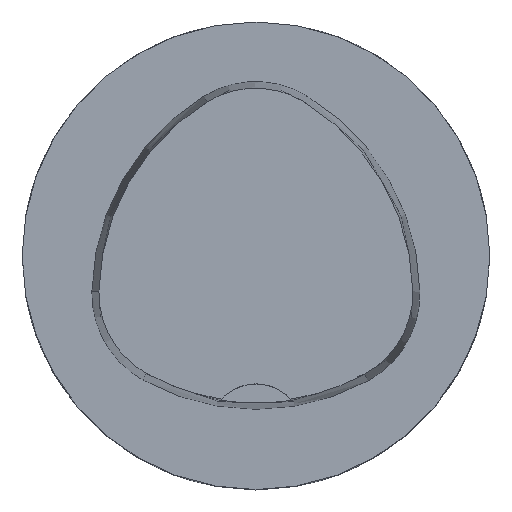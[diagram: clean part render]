
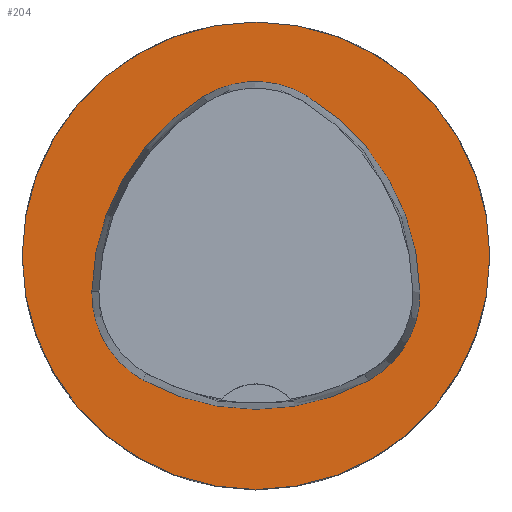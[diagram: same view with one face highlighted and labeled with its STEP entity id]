
A CAD part, top view. The second image highlights one B-rep face of the part: STEP entity #204.
In plain terms, the highlighted planar face has unit normal (0, 0, 1).
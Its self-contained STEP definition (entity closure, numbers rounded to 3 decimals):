
#204=ADVANCED_FACE('',(#248,#249),#230,.T.);
#230=PLANE('',#585);
#248=FACE_BOUND('',#279,.T.);
#249=FACE_BOUND('',#280,.T.);
#279=EDGE_LOOP('',(#354,#355,#356,#357,#358,#359));
#280=EDGE_LOOP('',(#360));
#354=ORIENTED_EDGE('',*,*,#496,.T.);
#355=ORIENTED_EDGE('',*,*,#476,.T.);
#356=ORIENTED_EDGE('',*,*,#480,.T.);
#357=ORIENTED_EDGE('',*,*,#483,.T.);
#358=ORIENTED_EDGE('',*,*,#486,.T.);
#359=ORIENTED_EDGE('',*,*,#494,.T.);
#360=ORIENTED_EDGE('',*,*,#499,.F.);
#434=VERTEX_POINT('',#788);
#435=VERTEX_POINT('',#789);
#438=VERTEX_POINT('',#797);
#440=VERTEX_POINT('',#803);
#442=VERTEX_POINT('',#809);
#449=VERTEX_POINT('',#830);
#450=VERTEX_POINT('',#840);
#476=EDGE_CURVE('',#434,#435,#534,.T.);
#480=EDGE_CURVE('',#435,#438,#536,.T.);
#483=EDGE_CURVE('',#438,#440,#538,.T.);
#486=EDGE_CURVE('',#440,#442,#540,.T.);
#494=EDGE_CURVE('',#442,#449,#544,.T.);
#496=EDGE_CURVE('',#449,#434,#546,.T.);
#499=EDGE_CURVE('',#450,#450,#549,.T.);
#534=CIRCLE('',#562,20.0);
#536=CIRCLE('',#565,8.5);
#538=CIRCLE('',#568,20.0);
#540=CIRCLE('',#571,8.5);
#544=CIRCLE('',#576,20.0);
#546=CIRCLE('',#579,8.5);
#549=CIRCLE('',#584,20.0);
#562=AXIS2_PLACEMENT_3D('',#787,#633,#634);
#565=AXIS2_PLACEMENT_3D('',#796,#641,#642);
#568=AXIS2_PLACEMENT_3D('',#802,#648,#649);
#571=AXIS2_PLACEMENT_3D('',#808,#655,#656);
#576=AXIS2_PLACEMENT_3D('',#831,#667,#668);
#579=AXIS2_PLACEMENT_3D('',#834,#673,#674);
#584=AXIS2_PLACEMENT_3D('',#839,#683,#684);
#585=AXIS2_PLACEMENT_3D('',#841,#685,#686);
#633=DIRECTION('',(0.0,0.0,-1.0));
#634=DIRECTION('',(-1.0,0.0,0.0));
#641=DIRECTION('',(0.0,0.0,-1.0));
#642=DIRECTION('',(-1.0,0.0,0.0));
#648=DIRECTION('',(0.0,0.0,-1.0));
#649=DIRECTION('',(-1.0,0.0,0.0));
#655=DIRECTION('',(0.0,0.0,-1.0));
#656=DIRECTION('',(-1.0,0.0,0.0));
#667=DIRECTION('',(0.0,0.0,-1.0));
#668=DIRECTION('',(-1.0,0.0,0.0));
#673=DIRECTION('',(0.0,0.0,-1.0));
#674=DIRECTION('',(-1.0,0.0,0.0));
#683=DIRECTION('',(0.0,0.0,-1.0));
#684=DIRECTION('',(-1.0,0.0,0.0));
#685=DIRECTION('',(0.0,0.0,1.0));
#686=DIRECTION('',(-1.0,0.0,0.0));
#787=CARTESIAN_POINT('',(5.955,-3.414,0.0));
#788=CARTESIAN_POINT('',(-14.041,-3.042,0.0));
#789=CARTESIAN_POINT('',(-4.472,13.653,0.0));
#796=CARTESIAN_POINT('',(-0.04,6.4,0.0));
#797=CARTESIAN_POINT('',(4.347,13.68,0.0));
#802=CARTESIAN_POINT('',(-5.976,-3.45,0.0));
#803=CARTESIAN_POINT('',(14.021,-3.075,0.0));
#808=CARTESIAN_POINT('',(5.522,-3.235,0.0));
#809=CARTESIAN_POINT('',(9.588,-10.699,0.0));
#830=CARTESIAN_POINT('',(-9.655,-10.639,0.0));
#831=CARTESIAN_POINT('',(0.022,6.864,0.0));
#834=CARTESIAN_POINT('',(-5.543,-3.2,0.0));
#839=CARTESIAN_POINT('',(0.0,0.0,0.0));
#840=CARTESIAN_POINT('',(-20.0,0.0,0.0));
#841=CARTESIAN_POINT('',(0.0,0.0,0.0));
